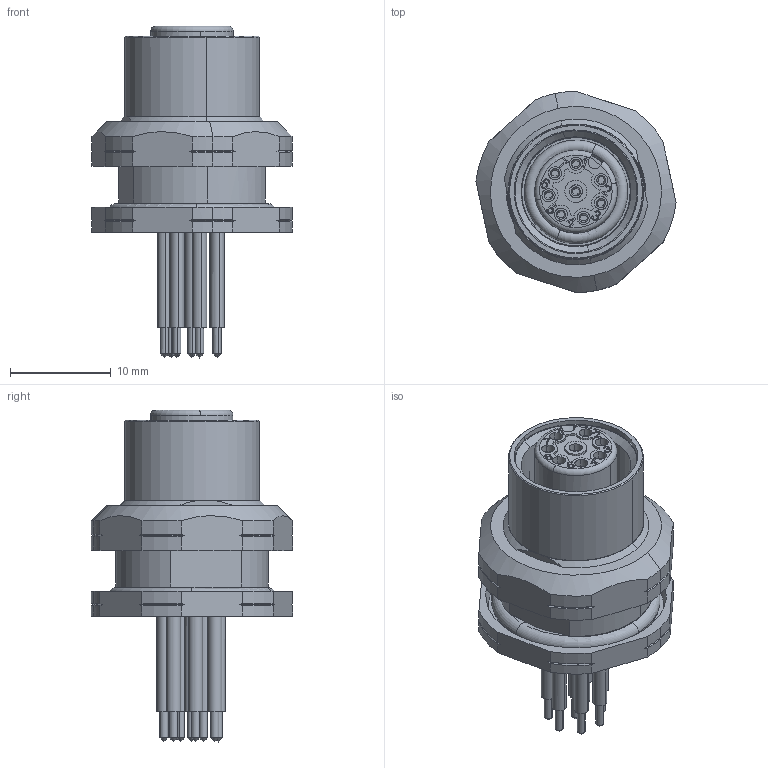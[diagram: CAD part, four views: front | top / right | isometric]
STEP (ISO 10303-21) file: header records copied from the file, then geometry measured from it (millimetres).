
FILE_DESCRIPTION(('CATIA V5 STEP Exchange','CAx-IF Rec.Pracs.--- Model Styling and Organization---1.4--- 2014-01-23'),'2;1');
FILE_NAME ('030263-2_0_2422070000_2422070000.stp','2023-06-15T05:55:38+00:00',('none'),('Weidmueller'),'CATIA Version 5-6 Release 2016 SP3 HF44','CATIA V5 STEP AP214','none');
FILE_SCHEMA(('AUTOMOTIVE_DESIGN { 1 0 10303 214 1 1 1 1 }'));
Length unit declared in the file: millimetre
Products named in the file (1): 2422070000
Bounding box: 19.88 x 20 x 33 mm (x, y, z)
Volume: 3674.2 mm3; surface area: 3691.1 mm2
Topology: 13 solids, 13 shells, 630 faces, 1725 edges, 1163 vertices
Faces by surface type: cylinder 208, plane 204, bspline 70, cone 65, torus 54, revolution 29
Entity records: 22483 total; most frequent: CARTESIAN_POINT 8177, ORIENTED_EDGE 3418, DIRECTION 2033, EDGE_CURVE 1709, VERTEX_POINT 1163, AXIS2_PLACEMENT_3D 886, B_SPLINE_CURVE_WITH_KNOTS 734, EDGE_LOOP 699
